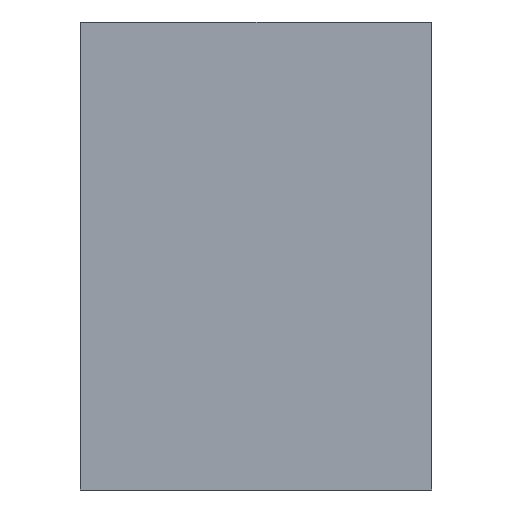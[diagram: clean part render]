
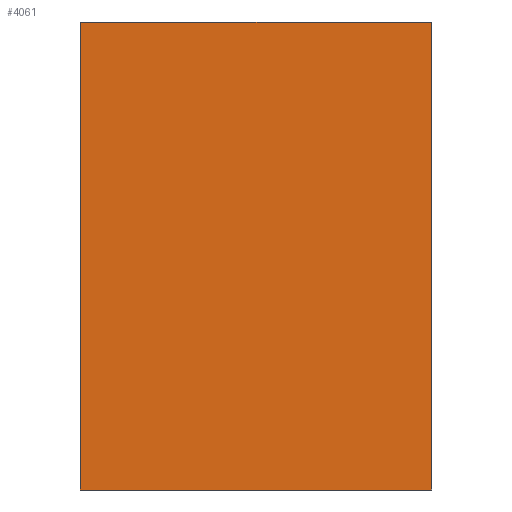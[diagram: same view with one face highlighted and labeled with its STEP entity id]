
A CAD part, left-side view. The second image highlights one B-rep face of the part: STEP entity #4061.
In plain terms, the highlighted planar face has unit normal (-1, 0, 0).
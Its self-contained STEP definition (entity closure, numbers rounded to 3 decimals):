
#50=PLANE('',#4341);
#324=FACE_OUTER_BOUND('',#562,.T.);
#562=EDGE_LOOP('',(#3614,#3615,#3616,#3617));
#1109=LINE('',#17372,#1330);
#1131=LINE('',#25363,#1352);
#1136=LINE('',#25372,#1357);
#1141=LINE('',#25380,#1362);
#1330=VECTOR('',#4945,10.);
#1352=VECTOR('',#5075,10.);
#1357=VECTOR('',#5084,10.);
#1362=VECTOR('',#5091,10.);
#1720=VERTEX_POINT('',#17369);
#1721=VERTEX_POINT('',#17371);
#1760=VERTEX_POINT('',#25360);
#1761=VERTEX_POINT('',#25362);
#2299=EDGE_CURVE('',#1721,#1720,#1109,.T.);
#2377=EDGE_CURVE('',#1761,#1760,#1131,.T.);
#2382=EDGE_CURVE('',#1760,#1721,#1136,.T.);
#2387=EDGE_CURVE('',#1720,#1761,#1141,.T.);
#3614=ORIENTED_EDGE('',*,*,#2377,.T.);
#3615=ORIENTED_EDGE('',*,*,#2382,.T.);
#3616=ORIENTED_EDGE('',*,*,#2299,.T.);
#3617=ORIENTED_EDGE('',*,*,#2387,.T.);
#4061=ADVANCED_FACE('',(#324),#50,.T.);
#4341=AXIS2_PLACEMENT_3D('',#25381,#5092,#5093);
#4945=DIRECTION('',(0.,0.,1.));
#5075=DIRECTION('',(0.,0.,-1.));
#5084=DIRECTION('',(0.,-1.,0.));
#5091=DIRECTION('',(0.,1.,0.));
#5092=DIRECTION('center_axis',(-1.,0.,0.));
#5093=DIRECTION('ref_axis',(0.,0.,1.));
#17369=CARTESIAN_POINT('',(-100.,-15.,20.));
#17371=CARTESIAN_POINT('',(-100.,-15.,-20.));
#17372=CARTESIAN_POINT('',(-100.,-15.,-20.));
#25360=CARTESIAN_POINT('',(-100.,15.,-20.));
#25362=CARTESIAN_POINT('',(-100.,15.,20.));
#25363=CARTESIAN_POINT('',(-100.,15.,20.));
#25372=CARTESIAN_POINT('',(-100.,15.,-20.));
#25380=CARTESIAN_POINT('',(-100.,-15.,20.));
#25381=CARTESIAN_POINT('Origin',(-100.,0.,0.));
